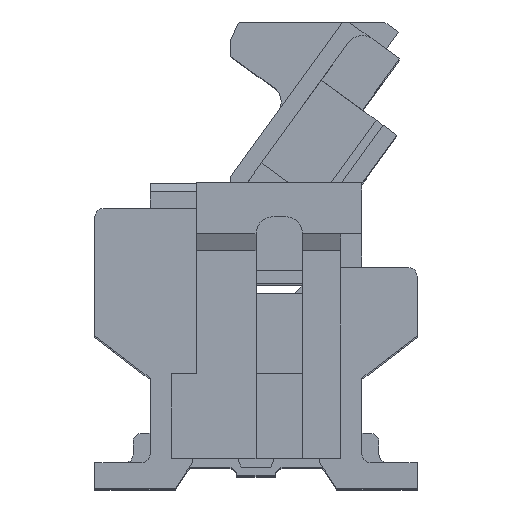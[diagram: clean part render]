
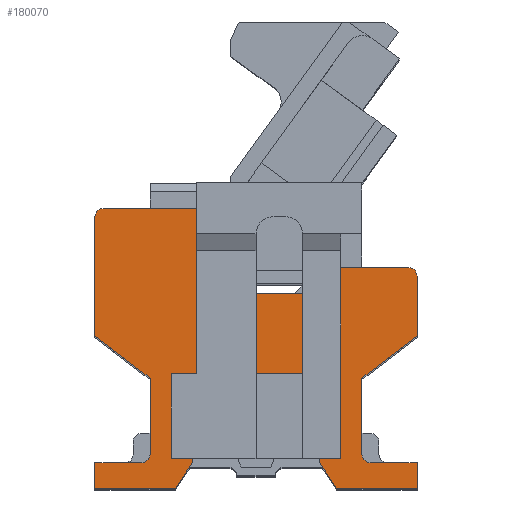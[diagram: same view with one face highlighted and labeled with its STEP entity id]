
A CAD part, top view. The second image highlights one B-rep face of the part: STEP entity #180070.
In plain terms, the highlighted planar face has unit normal (0, 0, 1).
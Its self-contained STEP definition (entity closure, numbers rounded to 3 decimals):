
#25280=CARTESIAN_POINT('',(-2.25,0.65,3.99));
#25290=VERTEX_POINT('',#25280);
#25320=CARTESIAN_POINT('',(-2.25,-0.3,3.99));
#25330=DIRECTION('',(0.,1.,0.));
#25340=VECTOR('',#25330,1.);
#25350=LINE('',#25320,#25340);
#25360=CARTESIAN_POINT('',(-2.25,-0.25,3.99));
#25370=VERTEX_POINT('',#25360);
#25380=EDGE_CURVE('',#25370,#25290,#25350,.T.);
#116490=CARTESIAN_POINT('',(0.25,-0.25,3.99));
#116500=VERTEX_POINT('',#116490);
#116530=CARTESIAN_POINT('',(0.25,-0.3,3.99));
#116540=DIRECTION('',(0.,1.,0.));
#116550=VECTOR('',#116540,1.);
#116560=LINE('',#116530,#116550);
#116570=CARTESIAN_POINT('',(0.25,0.65,3.99));
#116580=VERTEX_POINT('',#116570);
#116590=EDGE_CURVE('',#116500,#116580,#116560,.T.);
#136640=CARTESIAN_POINT('',(-0.25,-0.3,3.99));
#136650=VERTEX_POINT('',#136640);
#136680=CARTESIAN_POINT('',(-0.25,-0.3,3.99));
#136690=DIRECTION('',(0.,1.,0.));
#136700=VECTOR('',#136690,1.);
#136710=LINE('',#136680,#136700);
#136720=CARTESIAN_POINT('',(-0.25,-0.35,3.99));
#136730=VERTEX_POINT('',#136720);
#136740=EDGE_CURVE('',#136730,#136650,#136710,.T.);
#139460=CARTESIAN_POINT('',(-0.3,1.65,3.99));
#139470=VERTEX_POINT('',#139460);
#139500=CARTESIAN_POINT('',(-0.3,1.65,3.99));
#139510=DIRECTION('',(-1.,0.,0.));
#139520=VECTOR('',#139510,1.);
#139530=LINE('',#139500,#139520);
#139540=CARTESIAN_POINT('',(-1.35,1.65,3.99));
#139550=VERTEX_POINT('',#139540);
#139560=EDGE_CURVE('',#139470,#139550,#139530,.T.);
#142120=CARTESIAN_POINT('',(-2.,0.7,3.99));
#142130=VERTEX_POINT('',#142120);
#142160=CARTESIAN_POINT('',(-1.634,0.7,3.99));
#142170=DIRECTION('',(1.,0.,0.));
#142180=VECTOR('',#142170,1.);
#142190=LINE('',#142160,#142180);
#142200=CARTESIAN_POINT('',(0.,0.7,3.99));
#142210=VERTEX_POINT('',#142200);
#142220=EDGE_CURVE('',#142130,#142210,#142190,.T.);
#148210=CARTESIAN_POINT('',(0.,0.354,3.99));
#148220=DIRECTION('',(0.,-1.,0.));
#148230=VECTOR('',#148220,1.);
#148240=LINE('',#148210,#148230);
#148250=CARTESIAN_POINT('',(0.,-0.3,3.99));
#148260=VERTEX_POINT('',#148250);
#148270=EDGE_CURVE('',#142210,#148260,#148240,.T.);
#152970=CARTESIAN_POINT('',(-1.35,1.75,3.99));
#152980=DIRECTION('',(0.,0.,-1.));
#152990=DIRECTION('',(-1.,0.,0.));
#153000=AXIS2_PLACEMENT_3D('',#152970,#152980,#152990);
#153010=CIRCLE('',#153000,0.1);
#153020=CARTESIAN_POINT('',(-1.45,1.75,3.99));
#153030=VERTEX_POINT('',#153020);
#153040=EDGE_CURVE('',#139550,#153030,#153010,.T.);
#155830=CARTESIAN_POINT('',(-2.,-0.3,3.99));
#155840=VERTEX_POINT('',#155830);
#155870=CARTESIAN_POINT('',(-2.,0.354,3.99));
#155880=DIRECTION('',(0.,1.,0.));
#155890=VECTOR('',#155880,1.);
#155900=LINE('',#155870,#155890);
#155910=EDGE_CURVE('',#155840,#142130,#155900,.T.);
#159170=CARTESIAN_POINT('',(-2.8,2.55,3.99));
#159180=DIRECTION('',(0.,0.,-1.));
#159190=DIRECTION('',(-1.,0.,0.));
#159200=AXIS2_PLACEMENT_3D('',#159170,#159180,#159190);
#159210=CIRCLE('',#159200,0.1);
#159220=CARTESIAN_POINT('',(-2.9,2.55,3.99));
#159230=VERTEX_POINT('',#159220);
#159240=CARTESIAN_POINT('',(-2.8,2.65,3.99));
#159250=VERTEX_POINT('',#159240);
#159260=EDGE_CURVE('',#159230,#159250,#159210,.T.);
#170720=CARTESIAN_POINT('',(-1.75,-0.3,3.99));
#170730=VERTEX_POINT('',#170720);
#170760=CARTESIAN_POINT('',(-1.634,-0.3,3.99));
#170770=DIRECTION('',(1.,0.,0.));
#170780=VECTOR('',#170770,1.);
#170790=LINE('',#170760,#170780);
#170800=EDGE_CURVE('',#155840,#170730,#170790,.T.);
#170890=EDGE_CURVE('',#136650,#148260,#170790,.T.);
#173130=CARTESIAN_POINT('',(-2.25,0.65,3.99));
#173140=DIRECTION('',(-0.793,0.61,0.));
#173150=VECTOR('',#173140,1.);
#173160=LINE('',#173130,#173150);
#173170=CARTESIAN_POINT('',(-2.9,1.15,3.99));
#173180=VERTEX_POINT('',#173170);
#173190=EDGE_CURVE('',#25290,#173180,#173160,.T.);
#173560=CARTESIAN_POINT('',(-1.75,-0.35,3.99));
#173570=VERTEX_POINT('',#173560);
#173600=CARTESIAN_POINT('',(-1.75,-0.3,3.99));
#173610=DIRECTION('',(0.,1.,0.));
#173620=VECTOR('',#173610,1.);
#173630=LINE('',#173600,#173620);
#173640=EDGE_CURVE('',#173570,#170730,#173630,.T.);
#173790=CARTESIAN_POINT('',(-2.9,-0.65,3.99));
#173800=VERTEX_POINT('',#173790);
#173850=CARTESIAN_POINT('',(-0.3,-0.65,3.99));
#173860=DIRECTION('',(-1.,0.,0.));
#173870=VECTOR('',#173860,1.);
#173880=LINE('',#173850,#173870);
#173890=CARTESIAN_POINT('',(-1.95,-0.65,3.99));
#173900=VERTEX_POINT('',#173890);
#173910=EDGE_CURVE('',#173900,#173800,#173880,.T.);
#174370=CARTESIAN_POINT('',(-0.3,1.95,3.99));
#174380=DIRECTION('',(-1.,0.,0.));
#174390=VECTOR('',#174380,1.);
#174400=LINE('',#174370,#174390);
#174410=CARTESIAN_POINT('',(0.8,1.95,3.99));
#174420=VERTEX_POINT('',#174410);
#174430=CARTESIAN_POINT('',(-0.1,1.95,3.99));
#174440=VERTEX_POINT('',#174430);
#174450=EDGE_CURVE('',#174420,#174440,#174400,.T.);
#174880=CARTESIAN_POINT('',(-1.45,2.65,3.99));
#174890=VERTEX_POINT('',#174880);
#174920=CARTESIAN_POINT('',(-0.3,2.65,3.99));
#174930=DIRECTION('',(-1.,0.,0.));
#174940=VECTOR('',#174930,1.);
#174950=LINE('',#174920,#174940);
#174960=EDGE_CURVE('',#174890,#159250,#174950,.T.);
#175720=CARTESIAN_POINT('',(-2.35,-0.35,3.99));
#175730=VERTEX_POINT('',#175720);
#175760=CARTESIAN_POINT('',(-0.3,-0.35,3.99));
#175770=DIRECTION('',(-1.,0.,0.));
#175780=VECTOR('',#175770,1.);
#175790=LINE('',#175760,#175780);
#175800=CARTESIAN_POINT('',(-2.9,-0.35,3.99));
#175810=VERTEX_POINT('',#175800);
#175820=EDGE_CURVE('',#175730,#175810,#175790,.T.);
#176080=CARTESIAN_POINT('',(-0.1,1.85,3.99));
#176090=DIRECTION('',(0.,0.,-1.));
#176100=DIRECTION('',(-1.,0.,0.));
#176110=AXIS2_PLACEMENT_3D('',#176080,#176090,#176100);
#176120=CIRCLE('',#176110,0.1);
#176130=CARTESIAN_POINT('',(-0.2,1.85,3.99));
#176140=VERTEX_POINT('',#176130);
#176150=EDGE_CURVE('',#176140,#174440,#176120,.T.);
#176840=CARTESIAN_POINT('',(-2.9,-0.3,3.99));
#176850=DIRECTION('',(0.,1.,0.));
#176860=VECTOR('',#176850,1.);
#176870=LINE('',#176840,#176860);
#176880=EDGE_CURVE('',#173800,#175810,#176870,.T.);
#177100=CARTESIAN_POINT('',(0.9,-0.35,3.99));
#177110=VERTEX_POINT('',#177100);
#177140=CARTESIAN_POINT('',(-1.7,-0.35,3.99));
#177150=DIRECTION('',(1.,0.,0.));
#177160=VECTOR('',#177150,1.);
#177170=LINE('',#177140,#177160);
#177180=CARTESIAN_POINT('',(0.35,-0.35,3.99));
#177190=VERTEX_POINT('',#177180);
#177200=EDGE_CURVE('',#177190,#177110,#177170,.T.);
#177360=CARTESIAN_POINT('',(0.9,-0.3,3.99));
#177370=DIRECTION('',(0.,1.,0.));
#177380=VECTOR('',#177370,1.);
#177390=LINE('',#177360,#177380);
#177400=CARTESIAN_POINT('',(0.9,1.15,3.99));
#177410=VERTEX_POINT('',#177400);
#177420=CARTESIAN_POINT('',(0.9,1.85,3.99));
#177430=VERTEX_POINT('',#177420);
#177440=EDGE_CURVE('',#177410,#177430,#177390,.T.);
#178040=CARTESIAN_POINT('',(0.8,1.85,3.99));
#178050=DIRECTION('',(0.,0.,-1.));
#178060=DIRECTION('',(-1.,0.,0.));
#178070=AXIS2_PLACEMENT_3D('',#178040,#178050,#178060);
#178080=CIRCLE('',#178070,0.1);
#178090=EDGE_CURVE('',#174420,#177430,#178080,.T.);
#178200=CARTESIAN_POINT('',(0.25,0.65,3.99));
#178210=DIRECTION('',(0.793,0.61,0.));
#178220=VECTOR('',#178210,1.);
#178230=LINE('',#178200,#178220);
#178240=EDGE_CURVE('',#116580,#177410,#178230,.T.);
#178380=CARTESIAN_POINT('',(-0.05,-0.65,3.99));
#178390=DIRECTION('',(-0.555,0.832,0.));
#178400=VECTOR('',#178390,1.);
#178410=LINE('',#178380,#178400);
#178420=CARTESIAN_POINT('',(-0.05,-0.65,3.99));
#178430=VERTEX_POINT('',#178420);
#178440=EDGE_CURVE('',#178430,#136730,#178410,.T.);
#178630=CARTESIAN_POINT('',(-1.45,-0.3,3.99));
#178640=DIRECTION('',(0.,1.,0.));
#178650=VECTOR('',#178640,1.);
#178660=LINE('',#178630,#178650);
#178670=EDGE_CURVE('',#153030,#174890,#178660,.T.);
#178800=CARTESIAN_POINT('',(-0.2,-0.3,3.99));
#178810=DIRECTION('',(0.,1.,0.));
#178820=VECTOR('',#178810,1.);
#178830=LINE('',#178800,#178820);
#178840=CARTESIAN_POINT('',(-0.2,1.75,3.99));
#178850=VERTEX_POINT('',#178840);
#178860=EDGE_CURVE('',#178850,#176140,#178830,.T.);
#179020=CARTESIAN_POINT('',(-0.3,1.75,3.99));
#179030=DIRECTION('',(0.,0.,-1.));
#179040=DIRECTION('',(-1.,0.,0.));
#179050=AXIS2_PLACEMENT_3D('',#179020,#179030,#179040);
#179060=CIRCLE('',#179050,0.1);
#179070=EDGE_CURVE('',#178850,#139470,#179060,.T.);
#179280=CARTESIAN_POINT('',(-2.35,-0.25,3.99));
#179290=DIRECTION('',(0.,0.,-1.));
#179300=DIRECTION('',(-1.,0.,0.));
#179310=AXIS2_PLACEMENT_3D('',#179280,#179290,#179300);
#179320=CIRCLE('',#179310,0.1);
#179330=EDGE_CURVE('',#25370,#175730,#179320,.T.);
#179390=CARTESIAN_POINT('',(0.151,1.185,3.99));
#179400=DIRECTION('',(0.,0.,1.));
#179410=DIRECTION('',(1.,0.,0.));
#179420=AXIS2_PLACEMENT_3D('',#179390,#179400,#179410);
#179430=PLANE('',#179420);
#179440=CARTESIAN_POINT('',(-2.9,-0.3,3.99));
#179450=DIRECTION('',(0.,1.,0.));
#179460=VECTOR('',#179450,1.);
#179470=LINE('',#179440,#179460);
#179480=EDGE_CURVE('',#173180,#159230,#179470,.T.);
#179490=ORIENTED_EDGE('',*,*,#179480,.F.);
#179500=ORIENTED_EDGE('',*,*,#159260,.F.);
#179510=ORIENTED_EDGE('',*,*,#174960,.T.);
#179520=ORIENTED_EDGE('',*,*,#178670,.T.);
#179530=ORIENTED_EDGE('',*,*,#153040,.T.);
#179540=ORIENTED_EDGE('',*,*,#139560,.T.);
#179550=ORIENTED_EDGE('',*,*,#179070,.T.);
#179560=ORIENTED_EDGE('',*,*,#178860,.F.);
#179570=ORIENTED_EDGE('',*,*,#176150,.F.);
#179580=ORIENTED_EDGE('',*,*,#174450,.T.);
#179590=ORIENTED_EDGE('',*,*,#178090,.F.);
#179600=ORIENTED_EDGE('',*,*,#177440,.T.);
#179610=ORIENTED_EDGE('',*,*,#178240,.T.);
#179620=ORIENTED_EDGE('',*,*,#116590,.T.);
#179630=CARTESIAN_POINT('',(0.35,-0.25,3.99));
#179640=DIRECTION('',(0.,0.,1.));
#179650=DIRECTION('',(1.,0.,0.));
#179660=AXIS2_PLACEMENT_3D('',#179630,#179640,#179650);
#179670=CIRCLE('',#179660,0.1);
#179680=EDGE_CURVE('',#116500,#177190,#179670,.T.);
#179690=ORIENTED_EDGE('',*,*,#179680,.F.);
#179700=ORIENTED_EDGE('',*,*,#177200,.F.);
#179710=CARTESIAN_POINT('',(0.9,-0.3,3.99));
#179720=DIRECTION('',(0.,1.,0.));
#179730=VECTOR('',#179720,1.);
#179740=LINE('',#179710,#179730);
#179750=CARTESIAN_POINT('',(0.9,-0.65,3.99));
#179760=VERTEX_POINT('',#179750);
#179770=EDGE_CURVE('',#179760,#177110,#179740,.T.);
#179780=ORIENTED_EDGE('',*,*,#179770,.T.);
#179790=CARTESIAN_POINT('',(-1.7,-0.65,3.99));
#179800=DIRECTION('',(1.,0.,0.));
#179810=VECTOR('',#179800,1.);
#179820=LINE('',#179790,#179810);
#179830=EDGE_CURVE('',#178430,#179760,#179820,.T.);
#179840=ORIENTED_EDGE('',*,*,#179830,.T.);
#179850=ORIENTED_EDGE('',*,*,#178440,.F.);
#179860=ORIENTED_EDGE('',*,*,#136740,.F.);
#179870=ORIENTED_EDGE('',*,*,#170890,.F.);
#179880=ORIENTED_EDGE('',*,*,#148270,.T.);
#179890=ORIENTED_EDGE('',*,*,#142220,.T.);
#179900=ORIENTED_EDGE('',*,*,#155910,.T.);
#179910=ORIENTED_EDGE('',*,*,#170800,.F.);
#179920=ORIENTED_EDGE('',*,*,#173640,.T.);
#179930=CARTESIAN_POINT('',(-1.95,-0.65,3.99));
#179940=DIRECTION('',(0.555,0.832,0.));
#179950=VECTOR('',#179940,1.);
#179960=LINE('',#179930,#179950);
#179970=EDGE_CURVE('',#173900,#173570,#179960,.T.);
#179980=ORIENTED_EDGE('',*,*,#179970,.T.);
#179990=ORIENTED_EDGE('',*,*,#173910,.F.);
#180000=ORIENTED_EDGE('',*,*,#176880,.F.);
#180010=ORIENTED_EDGE('',*,*,#175820,.T.);
#180020=ORIENTED_EDGE('',*,*,#179330,.T.);
#180030=ORIENTED_EDGE('',*,*,#25380,.F.);
#180040=ORIENTED_EDGE('',*,*,#173190,.F.);
#180050=EDGE_LOOP('',(#180040,#180030,#180020,#180010,#180000,#179990,
#179980,#179920,#179910,#179900,#179890,#179880,#179870,#179860,#179850,
#179840,#179780,#179700,#179690,#179620,#179610,#179600,#179590,#179580,
#179570,#179560,#179550,#179540,#179530,#179520,#179510,#179500,#179490)
);
#180060=FACE_OUTER_BOUND('',#180050,.T.);
#180070=ADVANCED_FACE('',(#180060),#179430,.T.);
